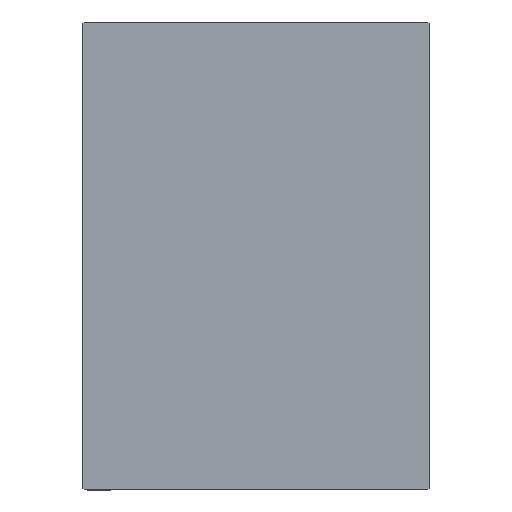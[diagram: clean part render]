
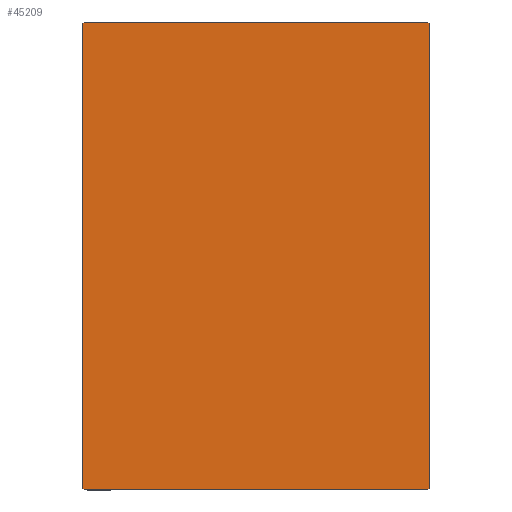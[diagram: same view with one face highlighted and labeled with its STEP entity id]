
A CAD part, left-side view. The second image highlights one B-rep face of the part: STEP entity #45209.
In plain terms, the highlighted face is planar.
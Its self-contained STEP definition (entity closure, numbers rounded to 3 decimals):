
#1314 = CARTESIAN_POINT ( 'NONE',  ( 263., -31.2, -42.5 ) ) ;
#1989 = LINE ( 'NONE', #26782, #15957 ) ;
#2003 = DIRECTION ( 'NONE',  ( 0., -0.707, -0.707 ) ) ;
#2936 = EDGE_CURVE ( 'NONE', #35357, #5168, #44026, .T. ) ;
#5168 = VERTEX_POINT ( 'NONE', #6156 ) ;
#5321 = LINE ( 'NONE', #26672, #34873 ) ;
#5511 = VECTOR ( 'NONE', #19147, 1000. ) ;
#5574 = LINE ( 'NONE', #42993, #5511 ) ;
#6156 = CARTESIAN_POINT ( 'NONE',  ( 263., -31.5, -42.2 ) ) ;
#7296 = FACE_OUTER_BOUND ( 'NONE', #42105, .T. ) ;
#8214 = DIRECTION ( 'NONE',  ( 0., 1., 0. ) ) ;
#8479 = CARTESIAN_POINT ( 'NONE',  ( 263., 31.5, 42.2 ) ) ;
#9667 = VERTEX_POINT ( 'NONE', #22109 ) ;
#9736 = ORIENTED_EDGE ( 'NONE', *, *, #2936, .T. ) ;
#12884 = EDGE_CURVE ( 'NONE', #28034, #25439, #20833, .T. ) ;
#13353 = DIRECTION ( 'NONE',  ( 0., 0.707, -0.707 ) ) ;
#13784 = VECTOR ( 'NONE', #34788, 1000. ) ;
#15289 = VERTEX_POINT ( 'NONE', #1314 ) ;
#15957 = VECTOR ( 'NONE', #8214, 1000. ) ;
#16203 = EDGE_CURVE ( 'NONE', #15289, #9667, #1989, .T. ) ;
#16511 = ORIENTED_EDGE ( 'NONE', *, *, #12884, .T. ) ;
#17058 = VECTOR ( 'NONE', #44915, 1000. ) ;
#17161 = LINE ( 'NONE', #23823, #17058 ) ;
#17908 = CARTESIAN_POINT ( 'NONE',  ( 263., 31.5, -42.2 ) ) ;
#17915 = VECTOR ( 'NONE', #43811, 1000. ) ;
#18814 = AXIS2_PLACEMENT_3D ( 'NONE', #21335, #34840, #34393 ) ;
#19147 = DIRECTION ( 'NONE',  ( 0., -1., 0. ) ) ;
#19510 = CARTESIAN_POINT ( 'NONE',  ( 263., -31.5, 42.5 ) ) ;
#20833 = LINE ( 'NONE', #41904, #13784 ) ;
#21335 = CARTESIAN_POINT ( 'NONE',  ( 263., 0., 0. ) ) ;
#21376 = EDGE_CURVE ( 'NONE', #9667, #28034, #25592, .T. ) ;
#22109 = CARTESIAN_POINT ( 'NONE',  ( 263., 31.2, -42.5 ) ) ;
#23823 = CARTESIAN_POINT ( 'NONE',  ( 263., 36.85, 36.85 ) ) ;
#25362 = CARTESIAN_POINT ( 'NONE',  ( 263., 36.85, -36.85 ) ) ;
#25439 = VERTEX_POINT ( 'NONE', #8479 ) ;
#25592 = LINE ( 'NONE', #25362, #38793 ) ;
#26672 = CARTESIAN_POINT ( 'NONE',  ( 263., -36.85, -36.85 ) ) ;
#26782 = CARTESIAN_POINT ( 'NONE',  ( 263., -31.5, -42.5 ) ) ;
#27114 = EDGE_CURVE ( 'NONE', #33615, #35357, #37119, .T. ) ;
#28034 = VERTEX_POINT ( 'NONE', #17908 ) ;
#28623 = ORIENTED_EDGE ( 'NONE', *, *, #27114, .T. ) ;
#32320 = VECTOR ( 'NONE', #2003, 1000. ) ;
#32869 = CARTESIAN_POINT ( 'NONE',  ( 263., -31.2, 42.5 ) ) ;
#33615 = VERTEX_POINT ( 'NONE', #32869 ) ;
#34393 = DIRECTION ( 'NONE',  ( 0., 0., -1. ) ) ;
#34725 = EDGE_CURVE ( 'NONE', #25439, #41910, #17161, .T. ) ;
#34788 = DIRECTION ( 'NONE',  ( 0., 0., 1. ) ) ;
#34840 = DIRECTION ( 'NONE',  ( 1., 0., 0. ) ) ;
#34873 = VECTOR ( 'NONE', #13353, 1000. ) ;
#35287 = PLANE ( 'NONE',  #18814 ) ;
#35357 = VERTEX_POINT ( 'NONE', #42492 ) ;
#35670 = DIRECTION ( 'NONE',  ( 0., 0.707, 0.707 ) ) ;
#35854 = ORIENTED_EDGE ( 'NONE', *, *, #21376, .T. ) ;
#37119 = LINE ( 'NONE', #37563, #32320 ) ;
#37563 = CARTESIAN_POINT ( 'NONE',  ( 263., -36.85, 36.85 ) ) ;
#38793 = VECTOR ( 'NONE', #35670, 1000. ) ;
#39235 = ORIENTED_EDGE ( 'NONE', *, *, #34725, .T. ) ;
#41658 = ORIENTED_EDGE ( 'NONE', *, *, #44936, .T. ) ;
#41904 = CARTESIAN_POINT ( 'NONE',  ( 263., 31.5, -42.5 ) ) ;
#41910 = VERTEX_POINT ( 'NONE', #42360 ) ;
#41939 = ORIENTED_EDGE ( 'NONE', *, *, #42295, .T. ) ;
#42105 = EDGE_LOOP ( 'NONE', ( #44139, #35854, #16511, #39235, #41939, #28623, #9736, #41658 ) ) ;
#42295 = EDGE_CURVE ( 'NONE', #41910, #33615, #5574, .T. ) ;
#42360 = CARTESIAN_POINT ( 'NONE',  ( 263., 31.2, 42.5 ) ) ;
#42492 = CARTESIAN_POINT ( 'NONE',  ( 263., -31.5, 42.2 ) ) ;
#42993 = CARTESIAN_POINT ( 'NONE',  ( 263., 31.5, 42.5 ) ) ;
#43811 = DIRECTION ( 'NONE',  ( 0., 0., -1. ) ) ;
#44026 = LINE ( 'NONE', #19510, #17915 ) ;
#44139 = ORIENTED_EDGE ( 'NONE', *, *, #16203, .T. ) ;
#44915 = DIRECTION ( 'NONE',  ( 0., -0.707, 0.707 ) ) ;
#44936 = EDGE_CURVE ( 'NONE', #5168, #15289, #5321, .T. ) ;
#45209 = ADVANCED_FACE ( 'NONE', ( #7296 ), #35287, .T. ) ;
